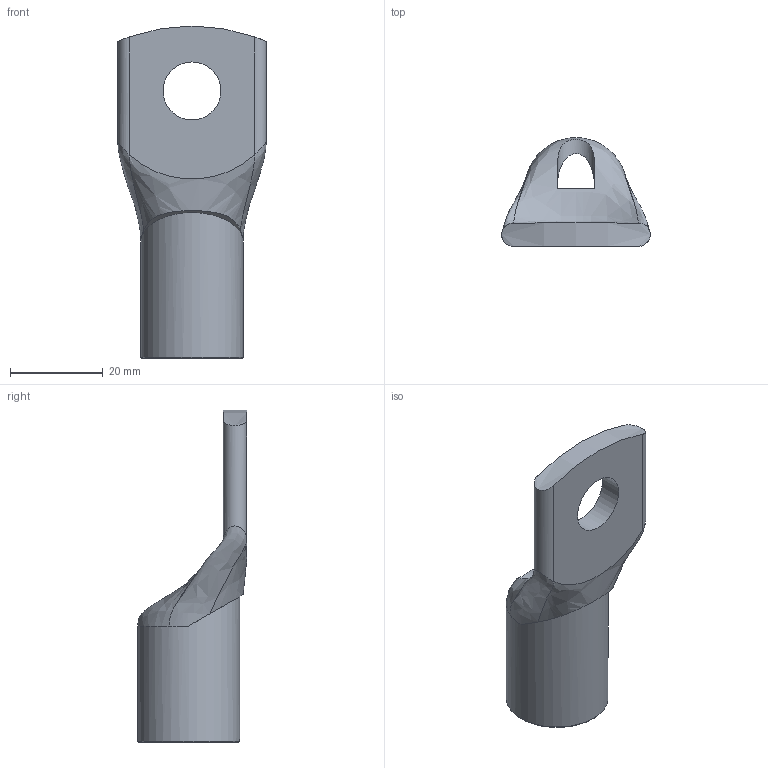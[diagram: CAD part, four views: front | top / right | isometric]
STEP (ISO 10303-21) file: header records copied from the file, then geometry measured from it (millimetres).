
FILE_DESCRIPTION((''),'2;1');
FILE_NAME('PK120-12.stp','2016-02-12T07:50:22',(''),(''),'Autodesk Inventor 2010','Autodesk Inventor 2010','');
FILE_SCHEMA(('AUTOMOTIVE_DESIGN { 1 0 10303 214 1 1 1 1 }'));
Length unit declared in the file: millimetre
Products named in the file (1): PK120-12
Bounding box: 32 x 23.5 x 71.57 mm (x, y, z)
Volume: 10588.8 mm3; surface area: 7274.2 mm2
Topology: 1 solids, 1 shells, 166 faces, 451 edges, 300 vertices
Faces by surface type: plane 84, bspline 44, cylinder 36, torus 1, cone 1
Full cylindrical faces by diameter (mm): 12.5 x1, 17 x1, 22 x1
Entity records: 6197 total; most frequent: CARTESIAN_POINT 2247, ORIENTED_EDGE 890, DIRECTION 666, EDGE_CURVE 445, VERTEX_POINT 299, VECTOR 268, LINE 268, AXIS2_PLACEMENT_3D 199
